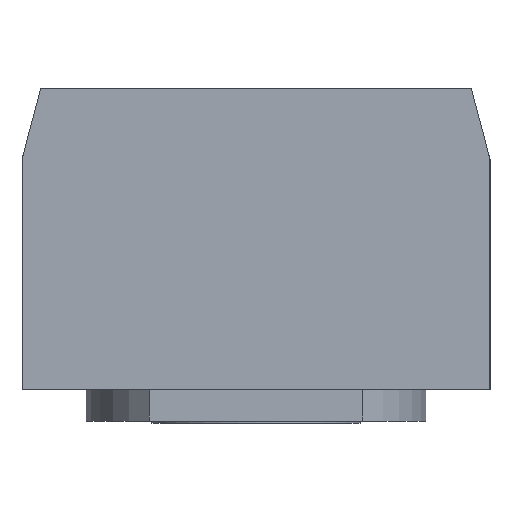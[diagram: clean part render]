
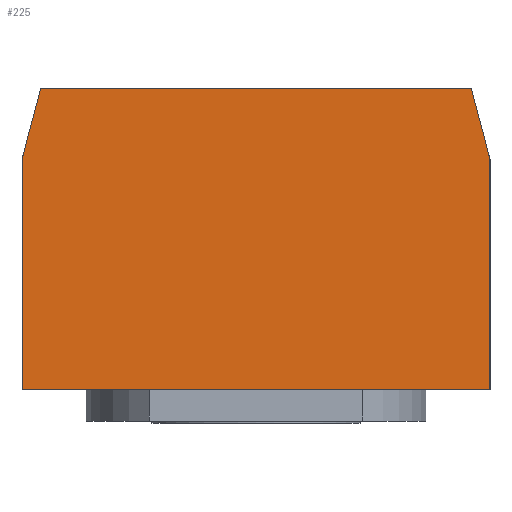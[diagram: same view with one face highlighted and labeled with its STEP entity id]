
A CAD part, left-side view. The second image highlights one B-rep face of the part: STEP entity #225.
In plain terms, the highlighted planar face has unit normal (-1, 0, 0).
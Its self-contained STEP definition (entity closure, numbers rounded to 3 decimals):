
#41=LINE('',#994,#103);
#44=LINE('',#1000,#106);
#47=LINE('',#1006,#109);
#50=LINE('',#1012,#112);
#55=LINE('',#1026,#117);
#61=LINE('',#1037,#123);
#103=VECTOR('',#751,1.);
#106=VECTOR('',#756,1.);
#109=VECTOR('',#761,1.);
#112=VECTOR('',#766,1.);
#117=VECTOR('',#777,1.);
#123=VECTOR('',#785,1.);
#170=PLANE('',#688);
#195=FACE_OUTER_BOUND('',#288,.T.);
#225=ADVANCED_FACE('',(#195),#170,.F.);
#288=EDGE_LOOP('',(#368,#369,#370,#371,#372,#373));
#368=ORIENTED_EDGE('',*,*,#554,.F.);
#369=ORIENTED_EDGE('',*,*,#576,.F.);
#370=ORIENTED_EDGE('',*,*,#570,.F.);
#371=ORIENTED_EDGE('',*,*,#563,.F.);
#372=ORIENTED_EDGE('',*,*,#560,.F.);
#373=ORIENTED_EDGE('',*,*,#557,.F.);
#494=VERTEX_POINT('',#989);
#496=VERTEX_POINT('',#993);
#499=VERTEX_POINT('',#1001);
#501=VERTEX_POINT('',#1007);
#503=VERTEX_POINT('',#1013);
#509=VERTEX_POINT('',#1027);
#554=EDGE_CURVE('',#496,#494,#41,.T.);
#557=EDGE_CURVE('',#494,#499,#44,.T.);
#560=EDGE_CURVE('',#499,#501,#47,.T.);
#563=EDGE_CURVE('',#501,#503,#50,.T.);
#570=EDGE_CURVE('',#503,#509,#55,.T.);
#576=EDGE_CURVE('',#509,#496,#61,.T.);
#688=AXIS2_PLACEMENT_3D('',#1049,#795,#796);
#751=DIRECTION('',(0.,-1.,0.));
#756=DIRECTION('',(0.,-0.259,-0.966));
#761=DIRECTION('',(0.,0.,-1.));
#766=DIRECTION('',(0.,1.,0.));
#777=DIRECTION('',(0.,0.,1.));
#785=DIRECTION('',(0.,-0.259,0.966));
#795=DIRECTION('',(1.,0.,0.));
#796=DIRECTION('',(0.,1.,0.));
#989=CARTESIAN_POINT('',(-67.,-51.5,15.));
#993=CARTESIAN_POINT('',(-67.,51.5,15.));
#994=CARTESIAN_POINT('',(-67.,-51.5,15.));
#1000=CARTESIAN_POINT('',(-67.,-51.5,15.));
#1001=CARTESIAN_POINT('',(-67.,-56.,-1.794));
#1006=CARTESIAN_POINT('',(-67.,-56.,-57.));
#1007=CARTESIAN_POINT('',(-67.,-56.,-57.));
#1012=CARTESIAN_POINT('',(-67.,56.,-57.));
#1013=CARTESIAN_POINT('',(-67.,56.,-57.));
#1026=CARTESIAN_POINT('',(-67.,56.,-1.794));
#1027=CARTESIAN_POINT('',(-67.,56.,-1.794));
#1037=CARTESIAN_POINT('',(-67.,56.,-1.794));
#1049=CARTESIAN_POINT('',(-67.,0.,0.));
